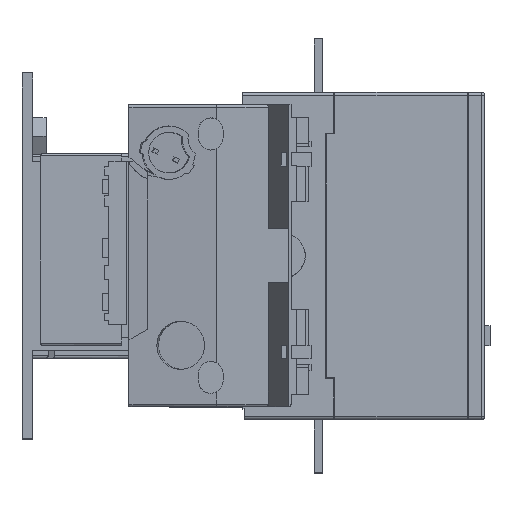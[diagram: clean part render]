
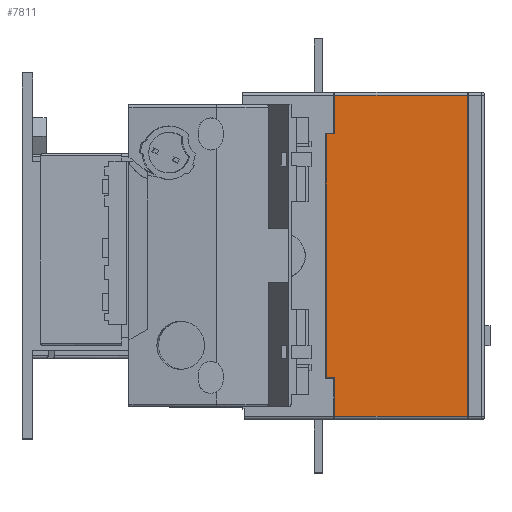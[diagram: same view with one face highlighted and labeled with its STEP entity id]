
A CAD part, top view. The second image highlights one B-rep face of the part: STEP entity #7811.
In plain terms, the highlighted planar face has unit normal (0, 0, 1).
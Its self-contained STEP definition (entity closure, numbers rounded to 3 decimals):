
#50 = CARTESIAN_POINT ( 'NONE',  ( 0., 0., 50.4 ) ) ;
#434 = CARTESIAN_POINT ( 'NONE',  ( -6.4, 60.1, 50.4 ) ) ;
#604 = DIRECTION ( 'NONE',  ( 0., -1., 0. ) ) ;
#1107 = EDGE_LOOP ( 'NONE', ( #7175, #12124, #25544, #5035, #7267, #13202, #10370, #2404 ) ) ;
#1449 = LINE ( 'NONE', #7343, #15963 ) ;
#1667 = CARTESIAN_POINT ( 'NONE',  ( -56.05, 61.1, 50.4 ) ) ;
#1677 = CARTESIAN_POINT ( 'NONE',  ( -56.05, 45.6, 50.4 ) ) ;
#2404 = ORIENTED_EDGE ( 'NONE', *, *, #3079, .F. ) ;
#3079 = EDGE_CURVE ( 'NONE', #22251, #16241, #4217, .T. ) ;
#3228 = CARTESIAN_POINT ( 'NONE',  ( -59.15, 45.6, 50.4 ) ) ;
#3339 = DIRECTION ( 'NONE',  ( -1., 0., 0. ) ) ;
#4217 = LINE ( 'NONE', #20594, #7674 ) ;
#4362 = VERTEX_POINT ( 'NONE', #10604 ) ;
#4510 = CARTESIAN_POINT ( 'NONE',  ( -56.05, -45.6, 50.4 ) ) ;
#4627 = LINE ( 'NONE', #19394, #24044 ) ;
#5035 = ORIENTED_EDGE ( 'NONE', *, *, #8662, .T. ) ;
#6212 = VERTEX_POINT ( 'NONE', #16711 ) ;
#6806 = CARTESIAN_POINT ( 'NONE',  ( -59.15, -45.6, 50.4 ) ) ;
#6907 = CARTESIAN_POINT ( 'NONE',  ( -6.4, -60.1, 50.4 ) ) ;
#7175 = ORIENTED_EDGE ( 'NONE', *, *, #13263, .F. ) ;
#7267 = ORIENTED_EDGE ( 'NONE', *, *, #22604, .F. ) ;
#7343 = CARTESIAN_POINT ( 'NONE',  ( -56.05, 60.1, 50.4 ) ) ;
#7674 = VECTOR ( 'NONE', #18586, 1000. ) ;
#7811 = ADVANCED_FACE ( 'NONE', ( #26491 ), #18451, .F. ) ;
#7914 = EDGE_CURVE ( 'NONE', #4362, #16241, #4627, .T. ) ;
#8242 = DIRECTION ( 'NONE',  ( 0., 0., -1. ) ) ;
#8662 = EDGE_CURVE ( 'NONE', #25246, #19612, #1449, .T. ) ;
#9190 = LINE ( 'NONE', #6907, #11774 ) ;
#9758 = CARTESIAN_POINT ( 'NONE',  ( -6.4, 61.1, 50.4 ) ) ;
#10134 = VERTEX_POINT ( 'NONE', #1677 ) ;
#10370 = ORIENTED_EDGE ( 'NONE', *, *, #7914, .T. ) ;
#10604 = CARTESIAN_POINT ( 'NONE',  ( -59.15, 45.6, 50.4 ) ) ;
#10960 = DIRECTION ( 'NONE',  ( 1., 0., 0. ) ) ;
#11344 = VECTOR ( 'NONE', #19603, 1000. ) ;
#11346 = VECTOR ( 'NONE', #16281, 1000. ) ;
#11774 = VECTOR ( 'NONE', #10960, 1000. ) ;
#12124 = ORIENTED_EDGE ( 'NONE', *, *, #17790, .T. ) ;
#12760 = LINE ( 'NONE', #21068, #18668 ) ;
#13202 = ORIENTED_EDGE ( 'NONE', *, *, #24193, .F. ) ;
#13263 = EDGE_CURVE ( 'NONE', #6212, #22251, #12760, .T. ) ;
#15963 = VECTOR ( 'NONE', #3339, 1000. ) ;
#16241 = VERTEX_POINT ( 'NONE', #6806 ) ;
#16281 = DIRECTION ( 'NONE',  ( 0., 1., 0. ) ) ;
#16442 = DIRECTION ( 'NONE',  ( -1., 0., 0. ) ) ;
#16711 = CARTESIAN_POINT ( 'NONE',  ( -56.05, -60.1, 50.4 ) ) ;
#17485 = EDGE_CURVE ( 'NONE', #26344, #25246, #25996, .T. ) ;
#17790 = EDGE_CURVE ( 'NONE', #6212, #26344, #9190, .T. ) ;
#17943 = DIRECTION ( 'NONE',  ( 0., 1., 0. ) ) ;
#18451 = PLANE ( 'NONE',  #19370 ) ;
#18586 = DIRECTION ( 'NONE',  ( -1., 0., 0. ) ) ;
#18668 = VECTOR ( 'NONE', #19465, 1000. ) ;
#19370 = AXIS2_PLACEMENT_3D ( 'NONE', #50, #8242, #16442 ) ;
#19394 = CARTESIAN_POINT ( 'NONE',  ( -59.15, 61.1, 50.4 ) ) ;
#19465 = DIRECTION ( 'NONE',  ( 0., 1., 0. ) ) ;
#19603 = DIRECTION ( 'NONE',  ( 1., 0., 0. ) ) ;
#19612 = VERTEX_POINT ( 'NONE', #23542 ) ;
#20063 = LINE ( 'NONE', #1667, #11346 ) ;
#20521 = CARTESIAN_POINT ( 'NONE',  ( -6.4, -60.1, 50.4 ) ) ;
#20594 = CARTESIAN_POINT ( 'NONE',  ( -59.15, -45.6, 50.4 ) ) ;
#21068 = CARTESIAN_POINT ( 'NONE',  ( -56.05, -61.1, 50.4 ) ) ;
#21611 = LINE ( 'NONE', #3228, #11344 ) ;
#22251 = VERTEX_POINT ( 'NONE', #4510 ) ;
#22604 = EDGE_CURVE ( 'NONE', #10134, #19612, #20063, .T. ) ;
#23542 = CARTESIAN_POINT ( 'NONE',  ( -56.05, 60.1, 50.4 ) ) ;
#24044 = VECTOR ( 'NONE', #604, 1000. ) ;
#24193 = EDGE_CURVE ( 'NONE', #4362, #10134, #21611, .T. ) ;
#25246 = VERTEX_POINT ( 'NONE', #434 ) ;
#25544 = ORIENTED_EDGE ( 'NONE', *, *, #17485, .T. ) ;
#25925 = VECTOR ( 'NONE', #17943, 1000. ) ;
#25996 = LINE ( 'NONE', #9758, #25925 ) ;
#26344 = VERTEX_POINT ( 'NONE', #20521 ) ;
#26491 = FACE_OUTER_BOUND ( 'NONE', #1107, .T. ) ;
